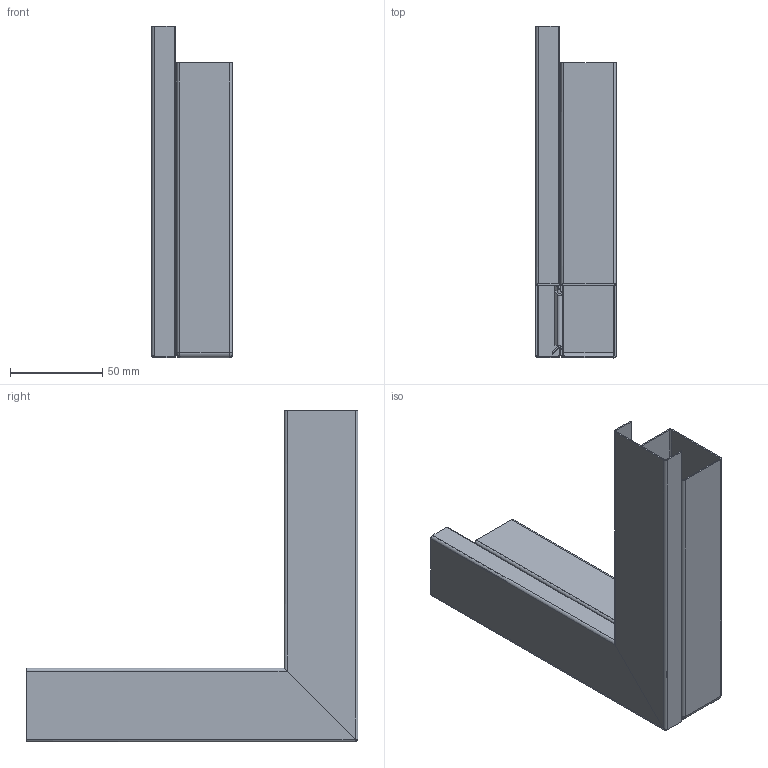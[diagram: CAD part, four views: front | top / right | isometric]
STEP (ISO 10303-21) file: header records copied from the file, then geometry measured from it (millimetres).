
FILE_DESCRIPTION (( 'STEP AP214' ), '1' );
FILE_NAME ('6248993.stp', '2016-08-24T06:30:56', ( '' ), ( '' ), 'SwSTEP 2.0', 'SolidWorks 2014', '' );
FILE_SCHEMA (( 'AUTOMOTIVE_DESIGN' ));
Length unit declared in the file: millimetre
Products named in the file (5): LKM_F_40060.1; Deckel_F_60_1; LKM_F_40060; Deckel_F_60; 6248993
Assembly tree (4 placements, depth 2):
  6248993
    Deckel_F_60
    LKM_F_40060
    Deckel_F_60_1
    LKM_F_40060.1
Bounding box: 43.68 x 180.09 x 180.06 mm (x, y, z)
Volume: 39501.6 mm3; surface area: 106981.1 mm2
Topology: 4 solids, 4 shells, 178 faces, 467 edges, 293 vertices
Faces by surface type: plane 88, cylinder 50, bspline 40
Entity records: 16368 total; most frequent: CARTESIAN_POINT 10192, ORIENTED_EDGE 926, DIRECTION 744, EDGE_CURVE 463, VERTEX_POINT 293, VECTOR 286, LINE 286, AXIS2_PLACEMENT_3D 229
